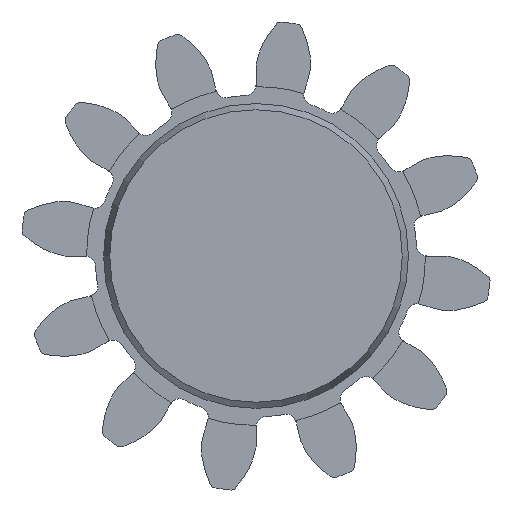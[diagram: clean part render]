
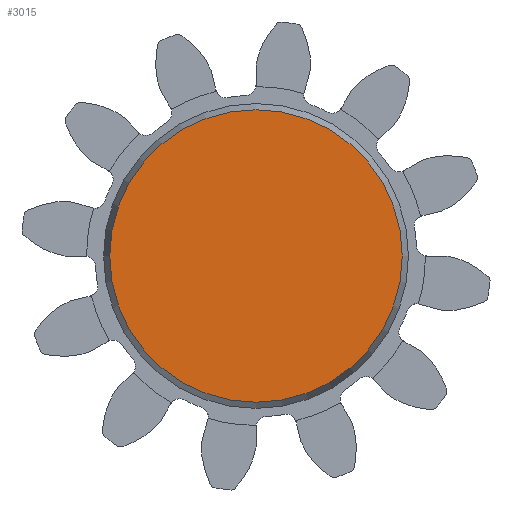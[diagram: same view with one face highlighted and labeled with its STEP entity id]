
A CAD part, front view. The second image highlights one B-rep face of the part: STEP entity #3015.
In plain terms, the highlighted planar face has unit normal (0, -1, 0).
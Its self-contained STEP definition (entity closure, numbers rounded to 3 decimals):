
#211=PLANE('',#3347);
#340=FACE_OUTER_BOUND('',#504,.T.);
#504=EDGE_LOOP('',(#2500));
#1145=CIRCLE('',#3348,4.318);
#1477=VERTEX_POINT('',#5504);
#1908=EDGE_CURVE('',#1477,#1477,#1145,.T.);
#2500=ORIENTED_EDGE('',*,*,#1908,.T.);
#3015=ADVANCED_FACE('',(#340),#211,.F.);
#3347=AXIS2_PLACEMENT_3D('',#5503,#4159,#4160);
#3348=AXIS2_PLACEMENT_3D('',#5505,#4161,#4162);
#4159=DIRECTION('center_axis',(0.,1.,0.));
#4160=DIRECTION('ref_axis',(1.,0.,0.));
#4161=DIRECTION('center_axis',(0.,-1.,0.));
#4162=DIRECTION('ref_axis',(1.,0.,0.));
#5503=CARTESIAN_POINT('Origin',(0.,-7.,0.));
#5504=CARTESIAN_POINT('',(0.,-7.,4.318));
#5505=CARTESIAN_POINT('Origin',(0.,-7.,0.));
